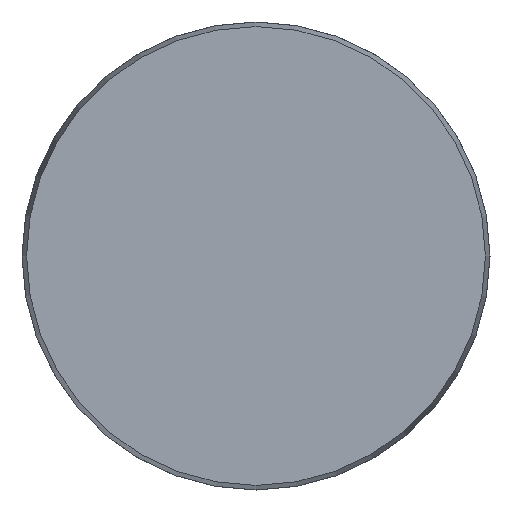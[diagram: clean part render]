
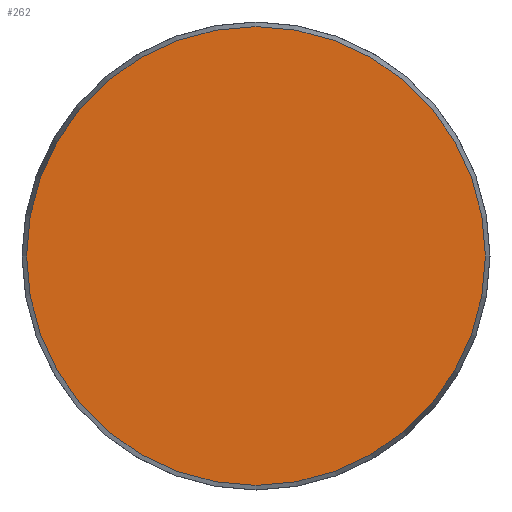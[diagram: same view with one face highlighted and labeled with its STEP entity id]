
A CAD part, front view. The second image highlights one B-rep face of the part: STEP entity #262.
In plain terms, the highlighted planar face has unit normal (0, -1, 0).
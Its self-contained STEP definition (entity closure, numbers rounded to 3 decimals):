
#63 = CIRCLE ( 'NONE', #418, 28.425 ) ;
#67 = DIRECTION ( 'NONE',  ( 0., 0., 1. ) ) ;
#83 = DIRECTION ( 'NONE',  ( 0., 0., -1. ) ) ;
#86 = DIRECTION ( 'NONE',  ( 0., -1., 0. ) ) ;
#105 = FACE_OUTER_BOUND ( 'NONE', #149, .T. ) ;
#118 = AXIS2_PLACEMENT_3D ( 'NONE', #370, #451, #67 ) ;
#149 = EDGE_LOOP ( 'NONE', ( #433 ) ) ;
#158 = CARTESIAN_POINT ( 'NONE',  ( 0., 0., -28.425 ) ) ;
#221 = CARTESIAN_POINT ( 'NONE',  ( 0., 0., 0. ) ) ;
#262 = ADVANCED_FACE ( 'NONE', ( #105 ), #457, .F. ) ;
#281 = VERTEX_POINT ( 'NONE', #158 ) ;
#370 = CARTESIAN_POINT ( 'NONE',  ( -28.425, 0., 0. ) ) ;
#418 = AXIS2_PLACEMENT_3D ( 'NONE', #221, #86, #83 ) ;
#433 = ORIENTED_EDGE ( 'NONE', *, *, #467, .T. ) ;
#451 = DIRECTION ( 'NONE',  ( 0., 1., 0. ) ) ;
#457 = PLANE ( 'NONE',  #118 ) ;
#467 = EDGE_CURVE ( 'NONE', #281, #281, #63, .T. ) ;
